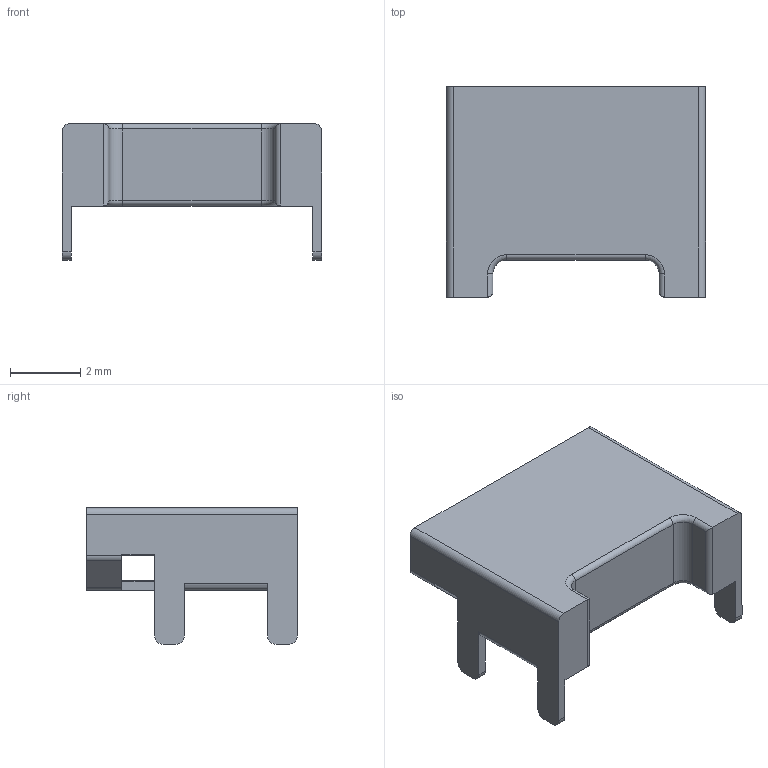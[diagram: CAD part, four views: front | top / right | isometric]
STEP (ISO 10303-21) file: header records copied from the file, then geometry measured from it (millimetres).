
FILE_DESCRIPTION(/* description */ (''),/* implementation_level */ '2;1');
FILE_NAME(/* name */ 'Connectors_SHOU HAN_MICRO 4P-DIP.stp.step',/* time_stamp */ '2021-03-24T00:51:50+01:00',/* author */ (''),/* organization */ (''),/* preprocessor_version */ 'ST-DEVELOPER v18.1',/* originating_system */ 'Autodesk Translation Framework v9.10.0.1330',/* authorisation */ '');
FILE_SCHEMA (('AUTOMOTIVE_DESIGN { 1 0 10303 214 3 1 1 }'));
Length unit declared in the file: millimetre
Products named in the file (1): Unbenannt
Bounding box: 7.4 x 6.01 x 3.9 mm (x, y, z)
Volume: 52.7 mm3; surface area: 235.7 mm2
Topology: 1 solids, 1 shells, 117 faces, 325 edges, 208 vertices
Faces by surface type: plane 67, cylinder 42, torus 4, sphere 2, bspline 2
Entity records: 3773 total; most frequent: CARTESIAN_POINT 667, ORIENTED_EDGE 650, DIRECTION 643, EDGE_CURVE 325, LINE 239, VECTOR 239, VERTEX_POINT 208, AXIS2_PLACEMENT_3D 202
